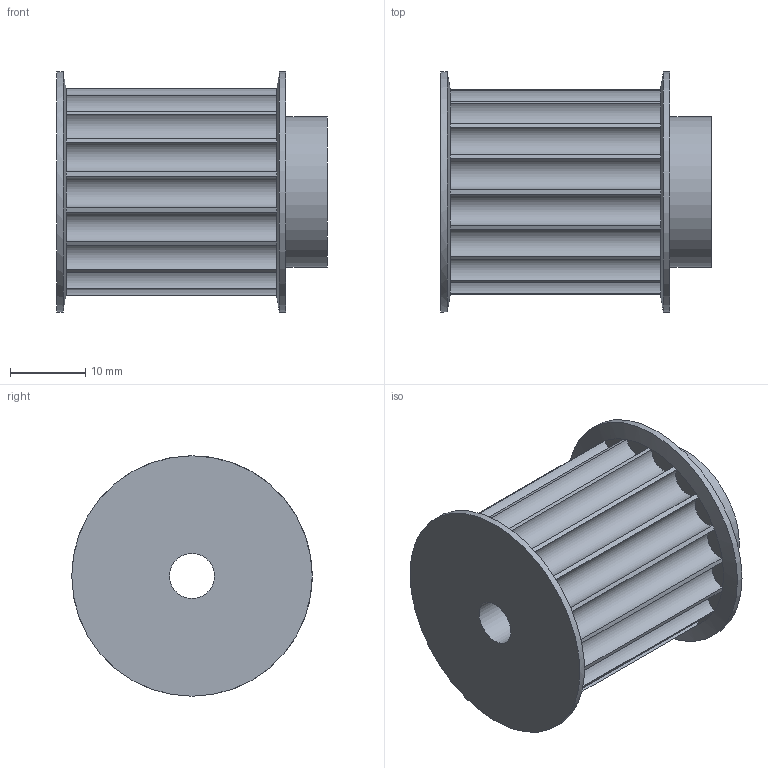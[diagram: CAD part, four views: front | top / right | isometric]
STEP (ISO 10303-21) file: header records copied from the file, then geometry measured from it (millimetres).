
FILE_DESCRIPTION( ( 'STEP AP214' ), '1' );
FILE_NAME( 'HTD-Zrr_6_17241800_2_14.stp', ' ', ( ' ' ), ( ' ' ), 'PSStep 15.0.47', 'PARTsolutions', ' ' );
FILE_SCHEMA( ( 'AUTOMOTIVE_DESIGN { 1 0 10303 214 1 1 1 1 }' ) );
Length unit declared in the file: millimetre
Products named in the file (1): _HTD-Zrr 6 17241800
Bounding box: 36 x 32 x 32 mm (x, y, z)
Volume: 15748.8 mm3; surface area: 6907.8 mm2
Topology: 1 solids, 1 shells, 82 faces, 162 edges, 83 vertices
Faces by surface type: cylinder 40, plane 39, cone 3
Full cylindrical faces by diameter (mm): 6 x1, 20 x1, 32 x2
Entity records: 2706 total; most frequent: DIRECTION 436, CARTESIAN_POINT 317, ORIENTED_EDGE 306, AXIS2_PLACEMENT_3D 200, EDGE_CURVE 153, CIRCLE 117, EDGE_LOOP 92, FACE_OUTER_BOUND 86
